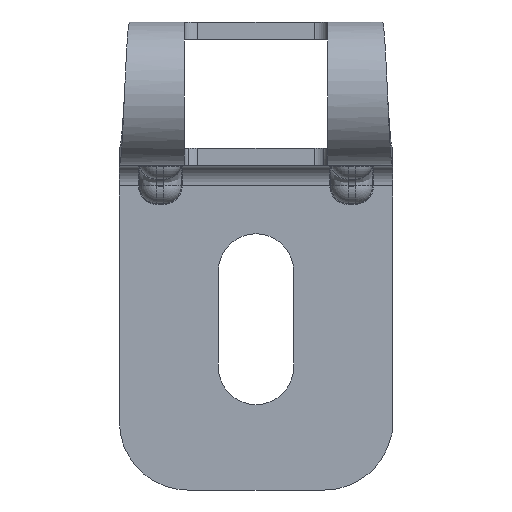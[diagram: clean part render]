
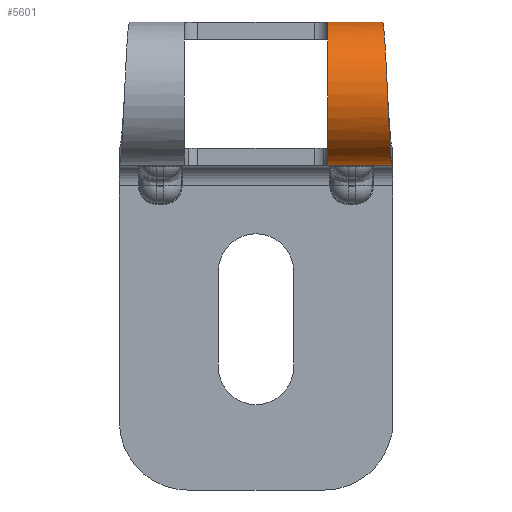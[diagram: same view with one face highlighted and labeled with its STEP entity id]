
A CAD part, left-side view. The second image highlights one B-rep face of the part: STEP entity #5601.
In plain terms, the highlighted cylindrical face has radius 10.5 mm (diameter 21 mm), a partial arc.
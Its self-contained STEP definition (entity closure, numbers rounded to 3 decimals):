
#104 = CARTESIAN_POINT ( 'NONE',  ( -10.5, -39.25, 10.5 ) ) ;
#465 = VECTOR ( 'NONE', #11050, 1000. ) ;
#484 = CARTESIAN_POINT ( 'NONE',  ( -9.175, -39., 15.788 ) ) ;
#632 = CARTESIAN_POINT ( 'NONE',  ( -1.456, -30.5, 0.096 ) ) ;
#641 = VERTEX_POINT ( 'NONE', #4653 ) ;
#1096 = EDGE_CURVE ( 'NONE', #6893, #9710, #4580, .T. ) ;
#1150 = ORIENTED_EDGE ( 'NONE', *, *, #1096, .T. ) ;
#1606 = CARTESIAN_POINT ( 'NONE',  ( -2.748, -38.625, 20.727 ) ) ;
#1620 = CARTESIAN_POINT ( 'NONE',  ( -5.288, -38.75, 19.675 ) ) ;
#1641 = CARTESIAN_POINT ( 'NONE',  ( -10.5, -39.25, 10.5 ) ) ;
#1718 = CARTESIAN_POINT ( 'NONE',  ( -10.227, -39.125, 13.248 ) ) ;
#1878 = VECTOR ( 'NONE', #12113, 1000. ) ;
#2040 = CYLINDRICAL_SURFACE ( 'NONE', #4335, 10.5 ) ;
#2198 = CARTESIAN_POINT ( 'NONE',  ( -10.5, -39.187, 11.874 ) ) ;
#2314 = CARTESIAN_POINT ( 'NONE',  ( -8.397, -38.937, 16.953 ) ) ;
#2349 = CARTESIAN_POINT ( 'NONE',  ( -6.453, -38.812, 18.897 ) ) ;
#2371 = CARTESIAN_POINT ( 'NONE',  ( -1.374, -38.562, 21. ) ) ;
#2391 = ORIENTED_EDGE ( 'NONE', *, *, #10949, .T. ) ;
#2404 = CARTESIAN_POINT ( 'NONE',  ( 0., -38.5, 21. ) ) ;
#2603 = CARTESIAN_POINT ( 'NONE',  ( -1.374, -39.937, 0. ) ) ;
#2893 = CARTESIAN_POINT ( 'NONE',  ( 0., -34.918, 10.5 ) ) ;
#3062 = LINE ( 'NONE', #8335, #1878 ) ;
#3185 = CARTESIAN_POINT ( 'NONE',  ( -1.139, -30.446, 0.057 ) ) ;
#3866 = CARTESIAN_POINT ( 'NONE',  ( -2.748, -39.875, 0.273 ) ) ;
#4224 = LINE ( 'NONE', #12278, #465 ) ;
#4335 = AXIS2_PLACEMENT_3D ( 'NONE', #2893, #6664, #10452 ) ;
#4443 = CARTESIAN_POINT ( 'NONE',  ( -1.778, -30.5, 0.152 ) ) ;
#4534 = B_SPLINE_CURVE_WITH_KNOTS ( 'NONE', 3,
 ( #10169, #2603, #3866, #12626, #5091, #13859, #6381, #15084, #7652, #104 ),
 .UNSPECIFIED., .F., .F.,
 ( 4, 2, 2, 2, 4 ),
 ( 0., 0.25, 0.5, 0.75, 1. ),
 .UNSPECIFIED. ) ;
#4580 = B_SPLINE_CURVE_WITH_KNOTS ( 'NONE', 3,
 ( #1641, #2198, #1718, #484, #2314, #2349, #1620, #1606, #2371, #2404 ),
 .UNSPECIFIED., .F., .F.,
 ( 4, 2, 2, 2, 4 ),
 ( 0., 0.25, 0.5, 0.75, 1. ),
 .UNSPECIFIED. ) ;
#4653 = CARTESIAN_POINT ( 'NONE',  ( 0., -30.5, 21. ) ) ;
#4766 = CARTESIAN_POINT ( 'NONE',  ( -1.778, -30.5, 0.152 ) ) ;
#5091 = CARTESIAN_POINT ( 'NONE',  ( -6.453, -39.687, 2.103 ) ) ;
#5601 = ADVANCED_FACE ( 'NONE', ( #12069 ), #2040, .T. ) ;
#5669 = CARTESIAN_POINT ( 'NONE',  ( -0.24, -30.058, 0. ) ) ;
#5738 = ORIENTED_EDGE ( 'NONE', *, *, #13094, .T. ) ;
#6124 = CARTESIAN_POINT ( 'NONE',  ( 0., -30.5, 10.5 ) ) ;
#6354 = EDGE_CURVE ( 'NONE', #9864, #12008, #8449, .T. ) ;
#6381 = CARTESIAN_POINT ( 'NONE',  ( -9.175, -39.5, 5.212 ) ) ;
#6664 = DIRECTION ( 'NONE',  ( 0., 1., 0. ) ) ;
#6867 = ORIENTED_EDGE ( 'NONE', *, *, #14533, .T. ) ;
#6893 = VERTEX_POINT ( 'NONE', #9204 ) ;
#7406 = DIRECTION ( 'NONE',  ( 0., 0., 1. ) ) ;
#7652 = CARTESIAN_POINT ( 'NONE',  ( -10.5, -39.312, 9.126 ) ) ;
#7758 = VERTEX_POINT ( 'NONE', #13299 ) ;
#7780 = ORIENTED_EDGE ( 'NONE', *, *, #6354, .T. ) ;
#8335 = CARTESIAN_POINT ( 'NONE',  ( 0., -20., 0. ) ) ;
#8449 = B_SPLINE_CURVE_WITH_KNOTS ( 'NONE', 3,
 ( #4443, #632, #3185, #13191, #5669, #14429 ),
 .UNSPECIFIED., .F., .F.,
 ( 4, 2, 4 ),
 ( 0., 0.001, 0.002 ),
 .UNSPECIFIED. ) ;
#8553 = ORIENTED_EDGE ( 'NONE', *, *, #10536, .T. ) ;
#9204 = CARTESIAN_POINT ( 'NONE',  ( -10.5, -39.25, 10.5 ) ) ;
#9710 = VERTEX_POINT ( 'NONE', #14508 ) ;
#9817 = AXIS2_PLACEMENT_3D ( 'NONE', #6124, #14861, #7406 ) ;
#9864 = VERTEX_POINT ( 'NONE', #4766 ) ;
#10169 = CARTESIAN_POINT ( 'NONE',  ( 0., -40., 0. ) ) ;
#10375 = CARTESIAN_POINT ( 'NONE',  ( 0., -29.835, 0. ) ) ;
#10452 = DIRECTION ( 'NONE',  ( 0., 0., 1. ) ) ;
#10526 = CIRCLE ( 'NONE', #9817, 10.5 ) ;
#10536 = EDGE_CURVE ( 'NONE', #12008, #7758, #3062, .T. ) ;
#10949 = EDGE_CURVE ( 'NONE', #9710, #641, #4224, .T. ) ;
#11050 = DIRECTION ( 'NONE',  ( 0., 1., 0. ) ) ;
#12008 = VERTEX_POINT ( 'NONE', #10375 ) ;
#12069 = FACE_OUTER_BOUND ( 'NONE', #15702, .T. ) ;
#12113 = DIRECTION ( 'NONE',  ( 0., -1., 0. ) ) ;
#12278 = CARTESIAN_POINT ( 'NONE',  ( 0., -34.918, 21. ) ) ;
#12626 = CARTESIAN_POINT ( 'NONE',  ( -5.288, -39.75, 1.325 ) ) ;
#13094 = EDGE_CURVE ( 'NONE', #641, #9864, #10526, .T. ) ;
#13191 = CARTESIAN_POINT ( 'NONE',  ( -0.526, -30.224, 0.009 ) ) ;
#13299 = CARTESIAN_POINT ( 'NONE',  ( 0., -40., 0. ) ) ;
#13859 = CARTESIAN_POINT ( 'NONE',  ( -8.397, -39.562, 4.047 ) ) ;
#14429 = CARTESIAN_POINT ( 'NONE',  ( 0., -29.835, 0. ) ) ;
#14508 = CARTESIAN_POINT ( 'NONE',  ( 0., -38.5, 21. ) ) ;
#14533 = EDGE_CURVE ( 'NONE', #7758, #6893, #4534, .T. ) ;
#14861 = DIRECTION ( 'NONE',  ( 0., -1., 0. ) ) ;
#15084 = CARTESIAN_POINT ( 'NONE',  ( -10.227, -39.375, 7.752 ) ) ;
#15702 = EDGE_LOOP ( 'NONE', ( #2391, #5738, #7780, #8553, #6867, #1150 ) ) ;
